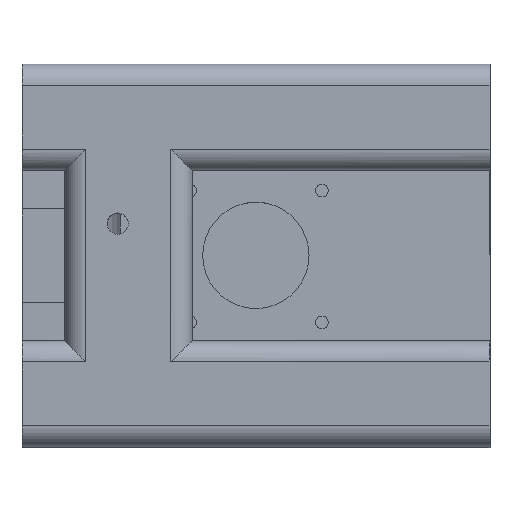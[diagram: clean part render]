
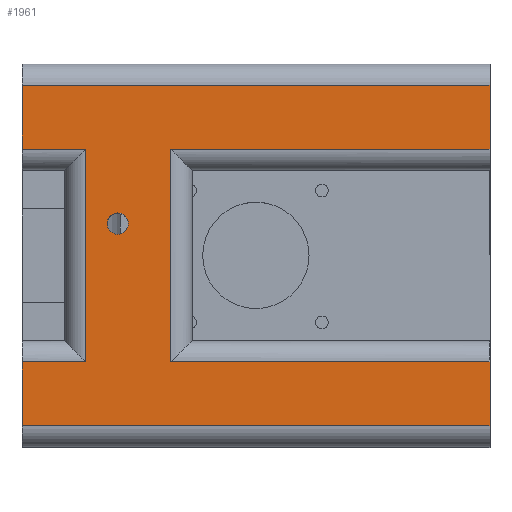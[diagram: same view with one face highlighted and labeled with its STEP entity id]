
A CAD part, top view. The second image highlights one B-rep face of the part: STEP entity #1961.
In plain terms, the highlighted planar face has unit normal (0, 0, 1).
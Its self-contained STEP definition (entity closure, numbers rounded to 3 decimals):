
#34 = DIRECTION ( 'NONE',  ( 0., -1., 0. ) ) ;
#43 = CARTESIAN_POINT ( 'NONE',  ( -55., 90., 60. ) ) ;
#57 = CARTESIAN_POINT ( 'NONE',  ( 0., 70., 60. ) ) ;
#58 = DIRECTION ( 'NONE',  ( 0., 0., -1. ) ) ;
#86 = CARTESIAN_POINT ( 'NONE',  ( -20., 90., 60. ) ) ;
#93 = CARTESIAN_POINT ( 'NONE',  ( 0., 90., 60. ) ) ;
#112 = VECTOR ( 'NONE', #3271, 1000. ) ;
#140 = CARTESIAN_POINT ( 'NONE',  ( -40., 20., 60. ) ) ;
#141 = VERTEX_POINT ( 'NONE', #2736 ) ;
#239 = LINE ( 'NONE', #2982, #1492 ) ;
#253 = LINE ( 'NONE', #502, #2117 ) ;
#289 = LINE ( 'NONE', #566, #1799 ) ;
#357 = VERTEX_POINT ( 'NONE', #2707 ) ;
#365 = CARTESIAN_POINT ( 'NONE',  ( -32.5, 52.5, 60. ) ) ;
#382 = ORIENTED_EDGE ( 'NONE', *, *, #2679, .T. ) ;
#401 = CARTESIAN_POINT ( 'NONE',  ( -32.5, 52.5, 60. ) ) ;
#411 = EDGE_CURVE ( 'NONE', #1506, #1981, #253, .T. ) ;
#458 = ORIENTED_EDGE ( 'NONE', *, *, #468, .T. ) ;
#468 = EDGE_CURVE ( 'NONE', #2387, #2926, #3062, .T. ) ;
#472 = ORIENTED_EDGE ( 'NONE', *, *, #2662, .T. ) ;
#488 = DIRECTION ( 'NONE',  ( -1., 0., 0. ) ) ;
#496 = EDGE_CURVE ( 'NONE', #1649, #1586, #1035, .T. ) ;
#502 = CARTESIAN_POINT ( 'NONE',  ( 55., 90., 60. ) ) ;
#510 = LINE ( 'NONE', #2767, #3118 ) ;
#566 = CARTESIAN_POINT ( 'NONE',  ( 0., 70., 60. ) ) ;
#569 = CARTESIAN_POINT ( 'NONE',  ( -55., 5., 60. ) ) ;
#579 = CARTESIAN_POINT ( 'NONE',  ( -55., 85., 60. ) ) ;
#644 = EDGE_LOOP ( 'NONE', ( #2124, #2262 ) ) ;
#777 = CARTESIAN_POINT ( 'NONE',  ( 0., 20., 60. ) ) ;
#790 = LINE ( 'NONE', #43, #1016 ) ;
#865 = DIRECTION ( 'NONE',  ( -1., 0., 0. ) ) ;
#884 = CARTESIAN_POINT ( 'NONE',  ( -20., 20., 60. ) ) ;
#1016 = VECTOR ( 'NONE', #2551, 1000. ) ;
#1019 = CARTESIAN_POINT ( 'NONE',  ( -55., 90., 60. ) ) ;
#1031 = LINE ( 'NONE', #57, #3019 ) ;
#1035 = LINE ( 'NONE', #1805, #1073 ) ;
#1037 = EDGE_CURVE ( 'NONE', #357, #141, #2119, .T. ) ;
#1044 = PLANE ( 'NONE',  #1219 ) ;
#1073 = VECTOR ( 'NONE', #2774, 1000. ) ;
#1108 = LINE ( 'NONE', #86, #2743 ) ;
#1159 = CARTESIAN_POINT ( 'NONE',  ( -40., 90., 60. ) ) ;
#1180 = EDGE_CURVE ( 'NONE', #1967, #1649, #1741, .T. ) ;
#1195 = ORIENTED_EDGE ( 'NONE', *, *, #1180, .T. ) ;
#1201 = EDGE_CURVE ( 'NONE', #1306, #1469, #1397, .T. ) ;
#1219 = AXIS2_PLACEMENT_3D ( 'NONE', #93, #58, #1830 ) ;
#1287 = VECTOR ( 'NONE', #2163, 1000. ) ;
#1306 = VERTEX_POINT ( 'NONE', #3030 ) ;
#1355 = CARTESIAN_POINT ( 'NONE',  ( 55., 70., 60. ) ) ;
#1379 = DIRECTION ( 'NONE',  ( 0., 0., 1. ) ) ;
#1397 = CIRCLE ( 'NONE', #1810, 2.5 ) ;
#1404 = DIRECTION ( 'NONE',  ( 0., -1., 0. ) ) ;
#1420 = ORIENTED_EDGE ( 'NONE', *, *, #411, .F. ) ;
#1432 = ORIENTED_EDGE ( 'NONE', *, *, #2186, .T. ) ;
#1438 = AXIS2_PLACEMENT_3D ( 'NONE', #365, #1379, #865 ) ;
#1466 = CARTESIAN_POINT ( 'NONE',  ( -55., 70., 60. ) ) ;
#1469 = VERTEX_POINT ( 'NONE', #2779 ) ;
#1492 = VECTOR ( 'NONE', #488, 1000. ) ;
#1504 = DIRECTION ( 'NONE',  ( 0., -1., 0. ) ) ;
#1506 = VERTEX_POINT ( 'NONE', #1856 ) ;
#1514 = LINE ( 'NONE', #777, #112 ) ;
#1529 = VERTEX_POINT ( 'NONE', #569 ) ;
#1586 = VERTEX_POINT ( 'NONE', #2057 ) ;
#1649 = VERTEX_POINT ( 'NONE', #140 ) ;
#1741 = LINE ( 'NONE', #1159, #1287 ) ;
#1758 = VECTOR ( 'NONE', #1504, 1000. ) ;
#1797 = FACE_OUTER_BOUND ( 'NONE', #2597, .T. ) ;
#1799 = VECTOR ( 'NONE', #3035, 1000. ) ;
#1805 = CARTESIAN_POINT ( 'NONE',  ( 0., 20., 60. ) ) ;
#1809 = ORIENTED_EDGE ( 'NONE', *, *, #2343, .T. ) ;
#1810 = AXIS2_PLACEMENT_3D ( 'NONE', #401, #3177, #3206 ) ;
#1830 = DIRECTION ( 'NONE',  ( -1., 0., 0. ) ) ;
#1833 = ORIENTED_EDGE ( 'NONE', *, *, #496, .T. ) ;
#1856 = CARTESIAN_POINT ( 'NONE',  ( 55., 85., 60. ) ) ;
#1871 = DIRECTION ( 'NONE',  ( 0., 1., 0. ) ) ;
#1961 = ADVANCED_FACE ( 'NONE', ( #2575, #1797 ), #1044, .F. ) ;
#1963 = ORIENTED_EDGE ( 'NONE', *, *, #2703, .T. ) ;
#1967 = VERTEX_POINT ( 'NONE', #2079 ) ;
#1968 = VECTOR ( 'NONE', #1404, 1000. ) ;
#1981 = VERTEX_POINT ( 'NONE', #1355 ) ;
#2015 = CIRCLE ( 'NONE', #1438, 2.5 ) ;
#2033 = DIRECTION ( 'NONE',  ( 1., 0., 0. ) ) ;
#2057 = CARTESIAN_POINT ( 'NONE',  ( -55., 20., 60. ) ) ;
#2079 = CARTESIAN_POINT ( 'NONE',  ( -40., 70., 60. ) ) ;
#2117 = VECTOR ( 'NONE', #34, 1000. ) ;
#2119 = LINE ( 'NONE', #3130, #1968 ) ;
#2124 = ORIENTED_EDGE ( 'NONE', *, *, #1201, .F. ) ;
#2163 = DIRECTION ( 'NONE',  ( 0., -1., 0. ) ) ;
#2169 = CARTESIAN_POINT ( 'NONE',  ( -20., 70., 60. ) ) ;
#2186 = EDGE_CURVE ( 'NONE', #1506, #2387, #239, .T. ) ;
#2262 = ORIENTED_EDGE ( 'NONE', *, *, #2364, .F. ) ;
#2271 = DIRECTION ( 'NONE',  ( 1., 0., 0. ) ) ;
#2343 = EDGE_CURVE ( 'NONE', #2440, #1981, #289, .T. ) ;
#2364 = EDGE_CURVE ( 'NONE', #1469, #1306, #2015, .T. ) ;
#2382 = EDGE_CURVE ( 'NONE', #2476, #2440, #1108, .T. ) ;
#2387 = VERTEX_POINT ( 'NONE', #579 ) ;
#2440 = VERTEX_POINT ( 'NONE', #2169 ) ;
#2476 = VERTEX_POINT ( 'NONE', #884 ) ;
#2514 = ORIENTED_EDGE ( 'NONE', *, *, #1037, .F. ) ;
#2551 = DIRECTION ( 'NONE',  ( 0., -1., 0. ) ) ;
#2565 = EDGE_CURVE ( 'NONE', #1529, #141, #510, .T. ) ;
#2575 = FACE_BOUND ( 'NONE', #644, .T. ) ;
#2597 = EDGE_LOOP ( 'NONE', ( #458, #472, #1195, #1833, #1963, #3025, #2514, #382, #2764, #1809, #1420, #1432 ) ) ;
#2662 = EDGE_CURVE ( 'NONE', #2926, #1967, #1031, .T. ) ;
#2679 = EDGE_CURVE ( 'NONE', #357, #2476, #1514, .T. ) ;
#2703 = EDGE_CURVE ( 'NONE', #1586, #1529, #790, .T. ) ;
#2707 = CARTESIAN_POINT ( 'NONE',  ( 55., 20., 60. ) ) ;
#2736 = CARTESIAN_POINT ( 'NONE',  ( 55., 5., 60. ) ) ;
#2743 = VECTOR ( 'NONE', #1871, 1000. ) ;
#2764 = ORIENTED_EDGE ( 'NONE', *, *, #2382, .T. ) ;
#2767 = CARTESIAN_POINT ( 'NONE',  ( 0., 5., 60. ) ) ;
#2774 = DIRECTION ( 'NONE',  ( -1., 0., 0. ) ) ;
#2779 = CARTESIAN_POINT ( 'NONE',  ( -30., 52.5, 60. ) ) ;
#2926 = VERTEX_POINT ( 'NONE', #1466 ) ;
#2982 = CARTESIAN_POINT ( 'NONE',  ( -55., 85., 60. ) ) ;
#3019 = VECTOR ( 'NONE', #2033, 1000. ) ;
#3025 = ORIENTED_EDGE ( 'NONE', *, *, #2565, .T. ) ;
#3030 = CARTESIAN_POINT ( 'NONE',  ( -35., 52.5, 60. ) ) ;
#3035 = DIRECTION ( 'NONE',  ( 1., 0., 0. ) ) ;
#3062 = LINE ( 'NONE', #1019, #1758 ) ;
#3118 = VECTOR ( 'NONE', #2271, 1000. ) ;
#3130 = CARTESIAN_POINT ( 'NONE',  ( 55., 90., 60. ) ) ;
#3177 = DIRECTION ( 'NONE',  ( 0., 0., 1. ) ) ;
#3206 = DIRECTION ( 'NONE',  ( -1., 0., 0. ) ) ;
#3271 = DIRECTION ( 'NONE',  ( -1., 0., 0. ) ) ;
